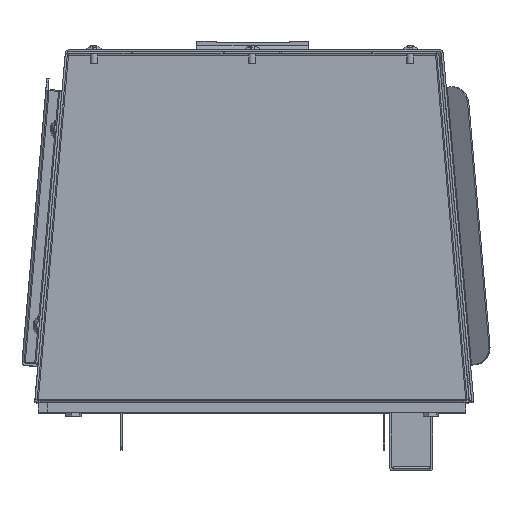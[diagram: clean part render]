
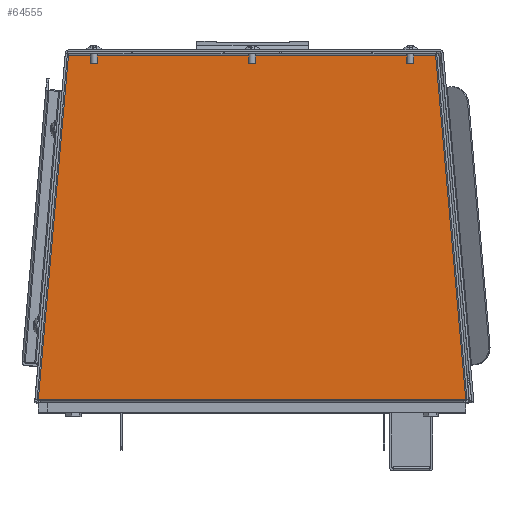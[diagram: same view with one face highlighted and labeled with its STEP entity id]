
A CAD part, front view. The second image highlights one B-rep face of the part: STEP entity #64555.
In plain terms, the highlighted planar face has unit normal (0, -1, 0.001).
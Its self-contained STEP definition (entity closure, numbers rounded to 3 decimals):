
#1168 = DIRECTION ( 'NONE',  ( -1., 0., 0. ) ) ;
#2543 = CARTESIAN_POINT ( 'NONE',  ( -5.699, 0.588, -4.577 ) ) ;
#3288 = VECTOR ( 'NONE', #26181, 39.37 ) ;
#3444 = ORIENTED_EDGE ( 'NONE', *, *, #4333, .T. ) ;
#4333 = EDGE_CURVE ( 'NONE', #25634, #7219, #50046, .T. ) ;
#7219 = VERTEX_POINT ( 'NONE', #61559 ) ;
#7442 = CARTESIAN_POINT ( 'NONE',  ( -4.948, 0.596, 4.721 ) ) ;
#12204 = CARTESIAN_POINT ( 'NONE',  ( 4.917, 0.596, 4.721 ) ) ;
#12333 = FACE_OUTER_BOUND ( 'NONE', #62476, .T. ) ;
#14544 = EDGE_CURVE ( 'NONE', #51240, #57077, #45936, .T. ) ;
#15071 = LINE ( 'NONE', #45139, #48210 ) ;
#15492 = VECTOR ( 'NONE', #1168, 39.37 ) ;
#16150 = ORIENTED_EDGE ( 'NONE', *, *, #45809, .T. ) ;
#19684 = DIRECTION ( 'NONE',  ( 1., 0., 0. ) ) ;
#20358 = DIRECTION ( 'NONE',  ( -0.087, 0.001, 0.996 ) ) ;
#21326 = LINE ( 'NONE', #41234, #53134 ) ;
#25634 = VERTEX_POINT ( 'NONE', #7442 ) ;
#26181 = DIRECTION ( 'NONE',  ( 1., 0., 0. ) ) ;
#26838 = LINE ( 'NONE', #56864, #3288 ) ;
#29005 = EDGE_CURVE ( 'NONE', #51240, #43361, #15071, .T. ) ;
#29114 = EDGE_CURVE ( 'NONE', #7219, #57077, #26838, .T. ) ;
#30066 = VECTOR ( 'NONE', #47348, 39.37 ) ;
#30607 = ORIENTED_EDGE ( 'NONE', *, *, #47477, .T. ) ;
#31621 = VECTOR ( 'NONE', #54950, 39.37 ) ;
#31687 = CARTESIAN_POINT ( 'NONE',  ( 4.917, 0.596, 4.721 ) ) ;
#32271 = DIRECTION ( 'NONE',  ( 0., -1., 0.001 ) ) ;
#41234 = CARTESIAN_POINT ( 'NONE',  ( 5.643, 0.589, -3.585 ) ) ;
#42673 = CARTESIAN_POINT ( 'NONE',  ( -5.699, 0.588, -4.533 ) ) ;
#42723 = PLANE ( 'NONE',  #61738 ) ;
#43361 = VERTEX_POINT ( 'NONE', #63148 ) ;
#45139 = CARTESIAN_POINT ( 'NONE',  ( 5.668, 0.588, -4.533 ) ) ;
#45809 = EDGE_CURVE ( 'NONE', #47284, #25634, #48000, .T. ) ;
#45936 = LINE ( 'NONE', #56054, #15492 ) ;
#47284 = VERTEX_POINT ( 'NONE', #12204 ) ;
#47348 = DIRECTION ( 'NONE',  ( -1., 0., 0. ) ) ;
#47477 = EDGE_CURVE ( 'NONE', #43361, #47284, #21326, .T. ) ;
#48000 = LINE ( 'NONE', #31687, #30066 ) ;
#48210 = VECTOR ( 'NONE', #19684, 39.37 ) ;
#49401 = CARTESIAN_POINT ( 'NONE',  ( -4.948, 0.596, 4.721 ) ) ;
#50046 = LINE ( 'NONE', #49401, #31621 ) ;
#51240 = VERTEX_POINT ( 'NONE', #53485 ) ;
#52917 = ORIENTED_EDGE ( 'NONE', *, *, #14544, .F. ) ;
#53134 = VECTOR ( 'NONE', #20358, 39.37 ) ;
#53485 = CARTESIAN_POINT ( 'NONE',  ( 5.668, 0.588, -4.533 ) ) ;
#54820 = ORIENTED_EDGE ( 'NONE', *, *, #29114, .T. ) ;
#54950 = DIRECTION ( 'NONE',  ( -0.087, -0.001, -0.996 ) ) ;
#56054 = CARTESIAN_POINT ( 'NONE',  ( 5.668, 0.588, -4.533 ) ) ;
#56864 = CARTESIAN_POINT ( 'NONE',  ( -5.757, 0.588, -4.533 ) ) ;
#56876 = ORIENTED_EDGE ( 'NONE', *, *, #29005, .T. ) ;
#57077 = VERTEX_POINT ( 'NONE', #42673 ) ;
#57754 = DIRECTION ( 'NONE',  ( -0.087, 0.001, 0.996 ) ) ;
#61559 = CARTESIAN_POINT ( 'NONE',  ( -5.757, 0.588, -4.533 ) ) ;
#61738 = AXIS2_PLACEMENT_3D ( 'NONE', #2543, #32271, #57754 ) ;
#62476 = EDGE_LOOP ( 'NONE', ( #3444, #54820, #52917, #56876, #30607, #16150 ) ) ;
#63148 = CARTESIAN_POINT ( 'NONE',  ( 5.726, 0.588, -4.533 ) ) ;
#64555 = ADVANCED_FACE ( 'NONE', ( #12333 ), #42723, .T. ) ;
